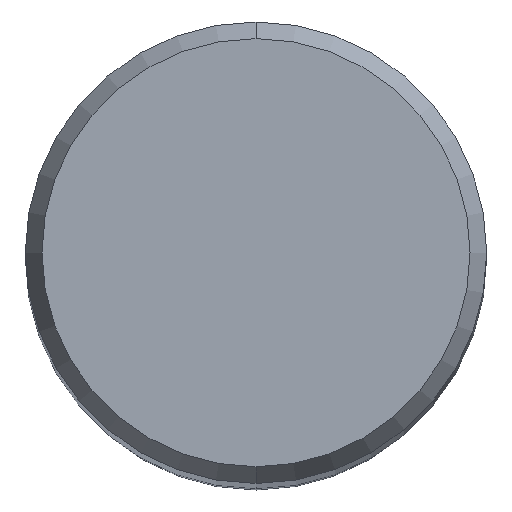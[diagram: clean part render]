
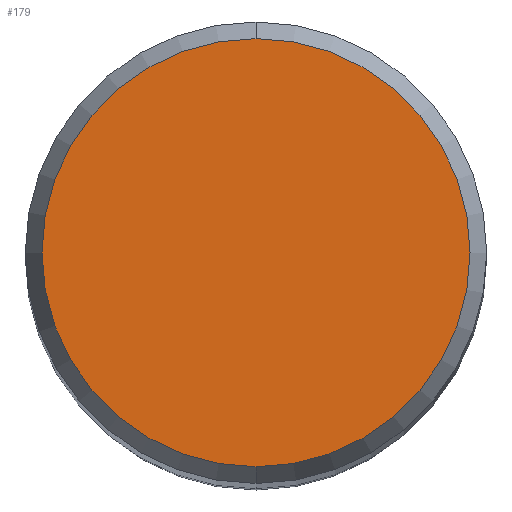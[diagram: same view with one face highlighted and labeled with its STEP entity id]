
A CAD part, top view. The second image highlights one B-rep face of the part: STEP entity #179.
In plain terms, the highlighted planar face has unit normal (0, 0, 1).
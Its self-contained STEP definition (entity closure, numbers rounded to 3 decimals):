
#101=VERTEX_POINT('',#252);
#121=EDGE_CURVE('',#215,#101,#274,.T.);
#131=EDGE_CURVE('',#101,#215,#284,.T.);
#179=ADVANCED_FACE('',(#337),#338,.T.);
#215=VERTEX_POINT('',#381);
#252=CARTESIAN_POINT('',(0.,-2.946,0.0));
#274=CIRCLE('',#443,2.946);
#284=CIRCLE('',#458,2.946);
#337=FACE_OUTER_BOUND('',#522,.T.);
#338=PLANE('',#523);
#381=CARTESIAN_POINT('',(0.0,2.946,0.0));
#443=AXIS2_PLACEMENT_3D('',#630,#631,#632);
#458=AXIS2_PLACEMENT_3D('',#640,#641,#642);
#522=EDGE_LOOP('',(#700,#701));
#523=AXIS2_PLACEMENT_3D('',#702,#703,#704);
#630=CARTESIAN_POINT('',(0.0,0.0,0.0));
#631=DIRECTION('',(0.0,0.0,-1.0));
#632=DIRECTION('',(0.0,1.0,0.0));
#640=CARTESIAN_POINT('',(0.0,0.0,0.0));
#641=DIRECTION('',(0.0,0.0,-1.0));
#642=DIRECTION('',(0.0,1.0,0.0));
#700=ORIENTED_EDGE('',*,*,#121,.F.);
#701=ORIENTED_EDGE('',*,*,#131,.F.);
#702=CARTESIAN_POINT('',(0.0,1.473,0.0));
#703=DIRECTION('',(-0.0,0.0,1.0));
#704=DIRECTION('',(0.0,-1.0,0.0));
